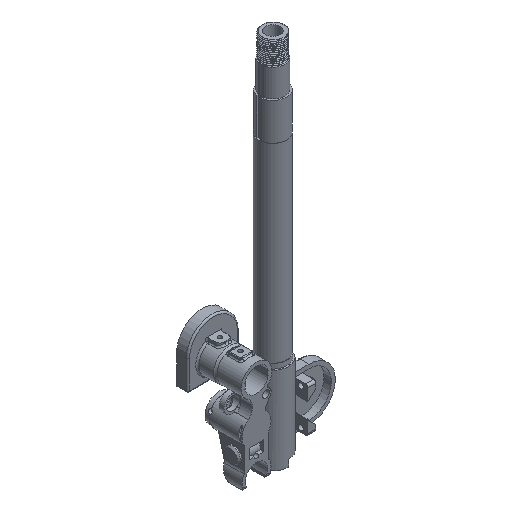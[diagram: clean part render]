
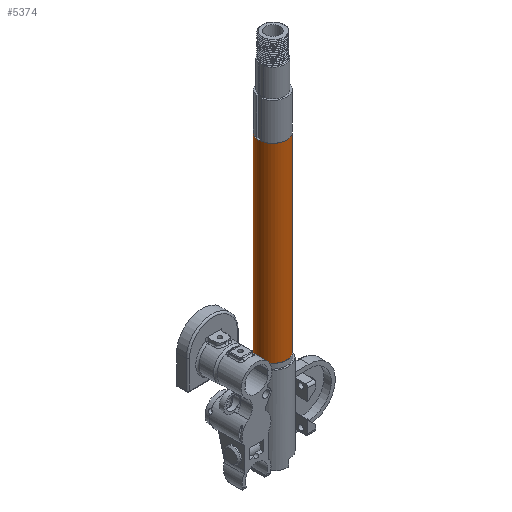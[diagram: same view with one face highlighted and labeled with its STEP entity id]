
A CAD part, isometric view. The second image highlights one B-rep face of the part: STEP entity #5374.
In plain terms, the highlighted cylindrical face has radius 8.65 mm (diameter 17.3 mm), a full revolution.
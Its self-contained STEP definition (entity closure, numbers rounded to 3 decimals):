
#90=FACE_BOUND('',#620,.T.);
#306=FACE_OUTER_BOUND('',#619,.T.);
#619=EDGE_LOOP('',(#3688,#3689,#3690,#3691));
#620=EDGE_LOOP('',(#3692,#3693,#3694,#3695));
#949=CIRCLE('',#5740,8.65);
#950=CIRCLE('',#5741,8.65);
#1244=B_SPLINE_CURVE_WITH_KNOTS('',3,(#9564,#9565,#9566,#9567,#9568,#9569,
#9570),.UNSPECIFIED.,.F.,.F.,(4,3,4),(-0.157,0.,0.157),
 .UNSPECIFIED.);
#1245=B_SPLINE_CURVE_WITH_KNOTS('',3,(#9572,#9573,#9574,#9575,#9576,#9577,
#9578,#9579,#9580,#9581,#9582,#9583,#9584,#9585,#9586,#9587,#9588,#9589,
#9590,#9591,#9592,#9593),.UNSPECIFIED.,.F.,.F.,(4,2,2,2,2,2,2,2,2,2,4),
(0.157,0.269,0.404,0.539,
0.616,0.693,0.77,0.847,
0.982,1.116,1.228),.UNSPECIFIED.);
#1246=B_SPLINE_CURVE_WITH_KNOTS('',3,(#9595,#9596,#9597,#9598,#9599,#9600),
 .UNSPECIFIED.,.F.,.F.,(4,2,4),(1.228,1.386,1.543),
 .UNSPECIFIED.);
#1247=B_SPLINE_CURVE_WITH_KNOTS('',3,(#9601,#9602,#9603,#9604,#9605,#9606,
#9607,#9608,#9609,#9610,#9611,#9612,#9613,#9614,#9615,#9616,#9617,#9618,
#9619,#9620,#9621,#9622),.UNSPECIFIED.,.F.,.F.,(4,2,2,2,2,2,2,2,2,2,4),
(1.543,1.655,1.79,1.924,2.001,
2.078,2.156,2.233,2.367,2.502,
2.614),.UNSPECIFIED.);
#1369=LINE('',#9560,#1791);
#1791=VECTOR('',#6388,8.65);
#2257=VERTEX_POINT('',#9557);
#2258=VERTEX_POINT('',#9559);
#2259=VERTEX_POINT('',#9562);
#2260=VERTEX_POINT('',#9563);
#2261=VERTEX_POINT('',#9571);
#2262=VERTEX_POINT('',#9594);
#2824=EDGE_CURVE('',#2257,#2257,#949,.T.);
#2825=EDGE_CURVE('',#2257,#2258,#1369,.T.);
#2826=EDGE_CURVE('',#2258,#2258,#950,.T.);
#2827=EDGE_CURVE('',#2259,#2260,#1244,.T.);
#2828=EDGE_CURVE('',#2260,#2261,#1245,.T.);
#2829=EDGE_CURVE('',#2261,#2262,#1246,.T.);
#2830=EDGE_CURVE('',#2262,#2259,#1247,.T.);
#3688=ORIENTED_EDGE('',*,*,#2824,.T.);
#3689=ORIENTED_EDGE('',*,*,#2825,.T.);
#3690=ORIENTED_EDGE('',*,*,#2826,.F.);
#3691=ORIENTED_EDGE('',*,*,#2825,.F.);
#3692=ORIENTED_EDGE('',*,*,#2827,.T.);
#3693=ORIENTED_EDGE('',*,*,#2828,.T.);
#3694=ORIENTED_EDGE('',*,*,#2829,.T.);
#3695=ORIENTED_EDGE('',*,*,#2830,.T.);
#5241=CYLINDRICAL_SURFACE('',#5739,8.65);
#5374=ADVANCED_FACE('',(#306,#90),#5241,.T.);
#5739=AXIS2_PLACEMENT_3D('',#9556,#6384,#6385);
#5740=AXIS2_PLACEMENT_3D('',#9558,#6386,#6387);
#5741=AXIS2_PLACEMENT_3D('',#9561,#6389,#6390);
#6384=DIRECTION('center_axis',(0.,0.,1.));
#6385=DIRECTION('ref_axis',(1.,0.,0.));
#6386=DIRECTION('center_axis',(0.,0.,-1.));
#6387=DIRECTION('ref_axis',(1.,0.,0.));
#6388=DIRECTION('',(0.,0.,-1.));
#6389=DIRECTION('center_axis',(0.,0.,-1.));
#6390=DIRECTION('ref_axis',(1.,0.,0.));
#9556=CARTESIAN_POINT('Origin',(0.,0.,57.));
#9557=CARTESIAN_POINT('',(-8.65,0.,175.));
#9558=CARTESIAN_POINT('Origin',(0.,0.,175.));
#9559=CARTESIAN_POINT('',(-8.65,0.,57.));
#9560=CARTESIAN_POINT('',(-8.65,0.,57.));
#9561=CARTESIAN_POINT('Origin',(0.,0.,57.));
#9562=CARTESIAN_POINT('',(-1.604,8.5,58.546));
#9563=CARTESIAN_POINT('',(1.604,8.5,58.546));
#9564=CARTESIAN_POINT('Ctrl Pts',(-1.604,8.5,58.546));
#9565=CARTESIAN_POINT('Ctrl Pts',(-1.071,8.601,58.498));
#9566=CARTESIAN_POINT('Ctrl Pts',(-0.525,8.65,58.479));
#9567=CARTESIAN_POINT('Ctrl Pts',(0.,8.65,58.479));
#9568=CARTESIAN_POINT('Ctrl Pts',(0.525,8.65,58.479));
#9569=CARTESIAN_POINT('Ctrl Pts',(1.071,8.601,58.498));
#9570=CARTESIAN_POINT('Ctrl Pts',(1.604,8.5,58.546));
#9571=CARTESIAN_POINT('',(1.604,8.5,63.954));
#9572=CARTESIAN_POINT('Ctrl Pts',(1.604,8.5,58.546));
#9573=CARTESIAN_POINT('Ctrl Pts',(1.982,8.429,58.581));
#9574=CARTESIAN_POINT('Ctrl Pts',(2.355,8.332,58.63));
#9575=CARTESIAN_POINT('Ctrl Pts',(3.138,8.073,58.791));
#9576=CARTESIAN_POINT('Ctrl Pts',(3.54,7.903,58.912));
#9577=CARTESIAN_POINT('Ctrl Pts',(4.262,7.538,59.263));
#9578=CARTESIAN_POINT('Ctrl Pts',(4.582,7.343,59.49));
#9579=CARTESIAN_POINT('Ctrl Pts',(4.991,7.067,59.995));
#9580=CARTESIAN_POINT('Ctrl Pts',(5.124,6.97,60.222));
#9581=CARTESIAN_POINT('Ctrl Pts',(5.302,6.836,60.721));
#9582=CARTESIAN_POINT('Ctrl Pts',(5.346,6.8,60.993));
#9583=CARTESIAN_POINT('Ctrl Pts',(5.346,6.8,61.507));
#9584=CARTESIAN_POINT('Ctrl Pts',(5.302,6.836,61.779));
#9585=CARTESIAN_POINT('Ctrl Pts',(5.124,6.97,62.278));
#9586=CARTESIAN_POINT('Ctrl Pts',(4.991,7.067,62.505));
#9587=CARTESIAN_POINT('Ctrl Pts',(4.582,7.343,63.01));
#9588=CARTESIAN_POINT('Ctrl Pts',(4.262,7.538,63.237));
#9589=CARTESIAN_POINT('Ctrl Pts',(3.54,7.903,63.588));
#9590=CARTESIAN_POINT('Ctrl Pts',(3.138,8.073,63.709));
#9591=CARTESIAN_POINT('Ctrl Pts',(2.355,8.332,63.87));
#9592=CARTESIAN_POINT('Ctrl Pts',(1.982,8.429,63.919));
#9593=CARTESIAN_POINT('Ctrl Pts',(1.604,8.5,63.954));
#9594=CARTESIAN_POINT('',(-1.604,8.5,63.954));
#9595=CARTESIAN_POINT('Ctrl Pts',(1.604,8.5,63.954));
#9596=CARTESIAN_POINT('Ctrl Pts',(1.071,8.601,64.002));
#9597=CARTESIAN_POINT('Ctrl Pts',(0.525,8.65,64.021));
#9598=CARTESIAN_POINT('Ctrl Pts',(-0.525,8.65,64.021));
#9599=CARTESIAN_POINT('Ctrl Pts',(-1.071,8.601,64.002));
#9600=CARTESIAN_POINT('Ctrl Pts',(-1.604,8.5,63.954));
#9601=CARTESIAN_POINT('Ctrl Pts',(-1.604,8.5,63.954));
#9602=CARTESIAN_POINT('Ctrl Pts',(-1.982,8.429,63.919));
#9603=CARTESIAN_POINT('Ctrl Pts',(-2.355,8.332,63.87));
#9604=CARTESIAN_POINT('Ctrl Pts',(-3.138,8.073,63.709));
#9605=CARTESIAN_POINT('Ctrl Pts',(-3.54,7.903,63.588));
#9606=CARTESIAN_POINT('Ctrl Pts',(-4.262,7.538,63.237));
#9607=CARTESIAN_POINT('Ctrl Pts',(-4.582,7.343,63.01));
#9608=CARTESIAN_POINT('Ctrl Pts',(-4.991,7.067,62.505));
#9609=CARTESIAN_POINT('Ctrl Pts',(-5.124,6.97,62.278));
#9610=CARTESIAN_POINT('Ctrl Pts',(-5.302,6.836,61.779));
#9611=CARTESIAN_POINT('Ctrl Pts',(-5.346,6.8,61.507));
#9612=CARTESIAN_POINT('Ctrl Pts',(-5.346,6.8,60.993));
#9613=CARTESIAN_POINT('Ctrl Pts',(-5.302,6.836,60.721));
#9614=CARTESIAN_POINT('Ctrl Pts',(-5.124,6.97,60.222));
#9615=CARTESIAN_POINT('Ctrl Pts',(-4.991,7.067,59.995));
#9616=CARTESIAN_POINT('Ctrl Pts',(-4.582,7.343,59.49));
#9617=CARTESIAN_POINT('Ctrl Pts',(-4.262,7.538,59.263));
#9618=CARTESIAN_POINT('Ctrl Pts',(-3.54,7.903,58.912));
#9619=CARTESIAN_POINT('Ctrl Pts',(-3.138,8.073,58.791));
#9620=CARTESIAN_POINT('Ctrl Pts',(-2.355,8.332,58.63));
#9621=CARTESIAN_POINT('Ctrl Pts',(-1.982,8.429,58.581));
#9622=CARTESIAN_POINT('Ctrl Pts',(-1.604,8.5,58.546));
